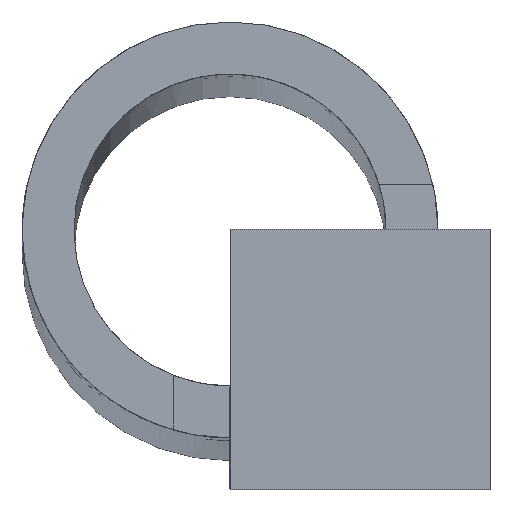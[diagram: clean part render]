
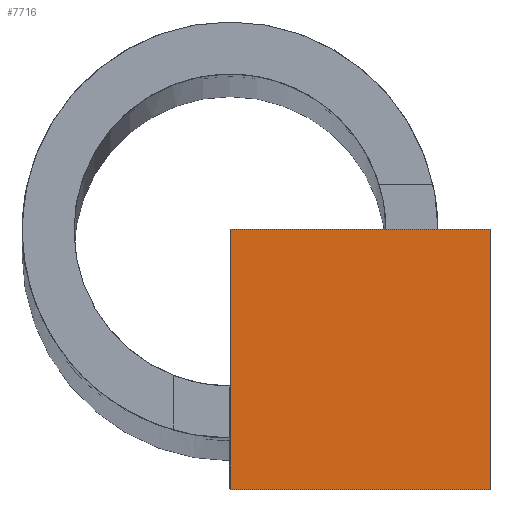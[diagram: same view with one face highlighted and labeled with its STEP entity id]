
A CAD part, top view. The second image highlights one B-rep face of the part: STEP entity #7716.
In plain terms, the highlighted planar face has unit normal (0, 0, 1).
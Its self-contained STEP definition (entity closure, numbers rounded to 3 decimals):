
#7293 = PLANE('',#7294);
#7294 = AXIS2_PLACEMENT_3D('',#7295,#7296,#7297);
#7295 = CARTESIAN_POINT('',(0.,0.,250.));
#7296 = DIRECTION('',(0.,1.,0.));
#7297 = DIRECTION('',(1.,0.,0.));
#7322 = PLANE('',#7323);
#7323 = AXIS2_PLACEMENT_3D('',#7324,#7325,#7326);
#7324 = CARTESIAN_POINT('',(0.,-5.,250.));
#7325 = DIRECTION('',(-1.,0.,0.));
#7326 = DIRECTION('',(0.,1.,0.));
#7350 = PLANE('',#7351);
#7351 = AXIS2_PLACEMENT_3D('',#7352,#7353,#7354);
#7352 = CARTESIAN_POINT('',(5.,-5.,250.));
#7353 = DIRECTION('',(0.,-1.,0.));
#7354 = DIRECTION('',(-1.,0.,0.));
#7376 = PLANE('',#7377);
#7377 = AXIS2_PLACEMENT_3D('',#7378,#7379,#7380);
#7378 = CARTESIAN_POINT('',(5.,0.,250.));
#7379 = DIRECTION('',(1.,0.,0.));
#7380 = DIRECTION('',(0.,-1.,0.));
#7516 = VERTEX_POINT('',#7517);
#7517 = CARTESIAN_POINT('',(0.,0.,260.));
#7538 = EDGE_CURVE('',#7516,#7539,#7541,.T.);
#7539 = VERTEX_POINT('',#7540);
#7540 = CARTESIAN_POINT('',(5.,0.,260.));
#7541 = SURFACE_CURVE('',#7542,(#7546,#7553),.PCURVE_S1.);
#7542 = LINE('',#7543,#7544);
#7543 = CARTESIAN_POINT('',(0.,0.,260.));
#7544 = VECTOR('',#7545,1.);
#7545 = DIRECTION('',(1.,0.,0.));
#7546 = PCURVE('',#7293,#7547);
#7547 = DEFINITIONAL_REPRESENTATION('',(#7548),#7552);
#7548 = LINE('',#7549,#7550);
#7549 = CARTESIAN_POINT('',(0.,-10.));
#7550 = VECTOR('',#7551,1.);
#7551 = DIRECTION('',(1.,0.));
#7552 = ( GEOMETRIC_REPRESENTATION_CONTEXT(2) 
PARAMETRIC_REPRESENTATION_CONTEXT() REPRESENTATION_CONTEXT('2D SPACE',''
  ) );
#7553 = PCURVE('',#7554,#7559);
#7554 = PLANE('',#7555);
#7555 = AXIS2_PLACEMENT_3D('',#7556,#7557,#7558);
#7556 = CARTESIAN_POINT('',(0.,0.,260.));
#7557 = DIRECTION('',(0.,0.,1.));
#7558 = DIRECTION('',(1.,0.,0.));
#7559 = DEFINITIONAL_REPRESENTATION('',(#7560),#7564);
#7560 = LINE('',#7561,#7562);
#7561 = CARTESIAN_POINT('',(0.,0.));
#7562 = VECTOR('',#7563,1.);
#7563 = DIRECTION('',(1.,0.));
#7564 = ( GEOMETRIC_REPRESENTATION_CONTEXT(2) 
PARAMETRIC_REPRESENTATION_CONTEXT() REPRESENTATION_CONTEXT('2D SPACE',''
  ) );
#7594 = EDGE_CURVE('',#7539,#7595,#7597,.T.);
#7595 = VERTEX_POINT('',#7596);
#7596 = CARTESIAN_POINT('',(5.,-5.,260.));
#7597 = SURFACE_CURVE('',#7598,(#7602,#7609),.PCURVE_S1.);
#7598 = LINE('',#7599,#7600);
#7599 = CARTESIAN_POINT('',(5.,0.,260.));
#7600 = VECTOR('',#7601,1.);
#7601 = DIRECTION('',(0.,-1.,0.));
#7602 = PCURVE('',#7376,#7603);
#7603 = DEFINITIONAL_REPRESENTATION('',(#7604),#7608);
#7604 = LINE('',#7605,#7606);
#7605 = CARTESIAN_POINT('',(0.,-10.));
#7606 = VECTOR('',#7607,1.);
#7607 = DIRECTION('',(1.,0.));
#7608 = ( GEOMETRIC_REPRESENTATION_CONTEXT(2) 
PARAMETRIC_REPRESENTATION_CONTEXT() REPRESENTATION_CONTEXT('2D SPACE',''
  ) );
#7609 = PCURVE('',#7554,#7610);
#7610 = DEFINITIONAL_REPRESENTATION('',(#7611),#7615);
#7611 = LINE('',#7612,#7613);
#7612 = CARTESIAN_POINT('',(5.,0.));
#7613 = VECTOR('',#7614,1.);
#7614 = DIRECTION('',(0.,-1.));
#7615 = ( GEOMETRIC_REPRESENTATION_CONTEXT(2) 
PARAMETRIC_REPRESENTATION_CONTEXT() REPRESENTATION_CONTEXT('2D SPACE',''
  ) );
#7643 = EDGE_CURVE('',#7595,#7644,#7646,.T.);
#7644 = VERTEX_POINT('',#7645);
#7645 = CARTESIAN_POINT('',(0.,-5.,260.));
#7646 = SURFACE_CURVE('',#7647,(#7651,#7658),.PCURVE_S1.);
#7647 = LINE('',#7648,#7649);
#7648 = CARTESIAN_POINT('',(5.,-5.,260.));
#7649 = VECTOR('',#7650,1.);
#7650 = DIRECTION('',(-1.,0.,0.));
#7651 = PCURVE('',#7350,#7652);
#7652 = DEFINITIONAL_REPRESENTATION('',(#7653),#7657);
#7653 = LINE('',#7654,#7655);
#7654 = CARTESIAN_POINT('',(0.,-10.));
#7655 = VECTOR('',#7656,1.);
#7656 = DIRECTION('',(1.,0.));
#7657 = ( GEOMETRIC_REPRESENTATION_CONTEXT(2) 
PARAMETRIC_REPRESENTATION_CONTEXT() REPRESENTATION_CONTEXT('2D SPACE',''
  ) );
#7658 = PCURVE('',#7554,#7659);
#7659 = DEFINITIONAL_REPRESENTATION('',(#7660),#7664);
#7660 = LINE('',#7661,#7662);
#7661 = CARTESIAN_POINT('',(5.,-5.));
#7662 = VECTOR('',#7663,1.);
#7663 = DIRECTION('',(-1.,0.));
#7664 = ( GEOMETRIC_REPRESENTATION_CONTEXT(2) 
PARAMETRIC_REPRESENTATION_CONTEXT() REPRESENTATION_CONTEXT('2D SPACE',''
  ) );
#7692 = EDGE_CURVE('',#7644,#7516,#7693,.T.);
#7693 = SURFACE_CURVE('',#7694,(#7698,#7705),.PCURVE_S1.);
#7694 = LINE('',#7695,#7696);
#7695 = CARTESIAN_POINT('',(0.,-5.,260.));
#7696 = VECTOR('',#7697,1.);
#7697 = DIRECTION('',(0.,1.,0.));
#7698 = PCURVE('',#7322,#7699);
#7699 = DEFINITIONAL_REPRESENTATION('',(#7700),#7704);
#7700 = LINE('',#7701,#7702);
#7701 = CARTESIAN_POINT('',(0.,-10.));
#7702 = VECTOR('',#7703,1.);
#7703 = DIRECTION('',(1.,0.));
#7704 = ( GEOMETRIC_REPRESENTATION_CONTEXT(2) 
PARAMETRIC_REPRESENTATION_CONTEXT() REPRESENTATION_CONTEXT('2D SPACE',''
  ) );
#7705 = PCURVE('',#7554,#7706);
#7706 = DEFINITIONAL_REPRESENTATION('',(#7707),#7711);
#7707 = LINE('',#7708,#7709);
#7708 = CARTESIAN_POINT('',(0.,-5.));
#7709 = VECTOR('',#7710,1.);
#7710 = DIRECTION('',(0.,1.));
#7711 = ( GEOMETRIC_REPRESENTATION_CONTEXT(2) 
PARAMETRIC_REPRESENTATION_CONTEXT() REPRESENTATION_CONTEXT('2D SPACE',''
  ) );
#7716 = ADVANCED_FACE('',(#7717),#7554,.T.);
#7717 = FACE_BOUND('',#7718,.F.);
#7718 = EDGE_LOOP('',(#7719,#7720,#7721,#7722));
#7719 = ORIENTED_EDGE('',*,*,#7538,.T.);
#7720 = ORIENTED_EDGE('',*,*,#7594,.T.);
#7721 = ORIENTED_EDGE('',*,*,#7643,.T.);
#7722 = ORIENTED_EDGE('',*,*,#7692,.T.);
